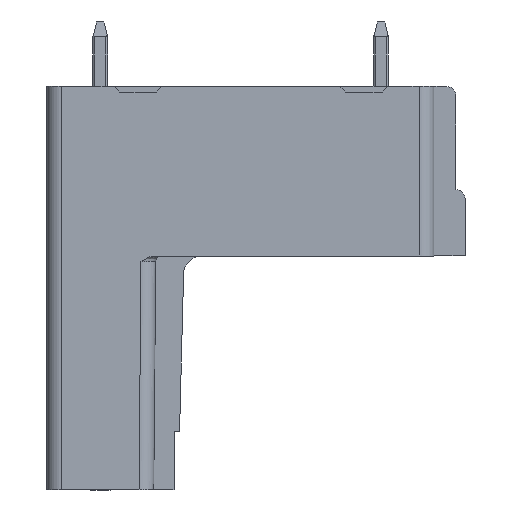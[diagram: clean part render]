
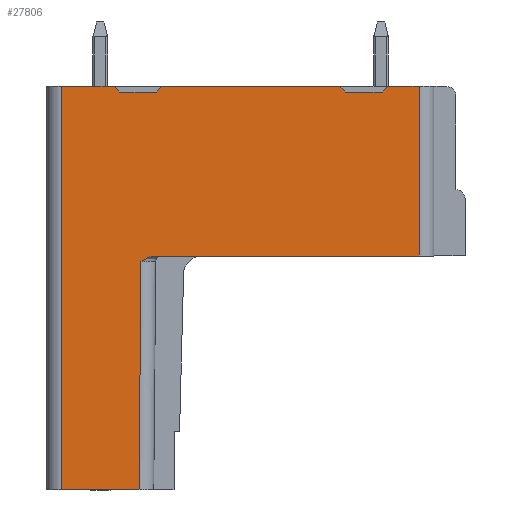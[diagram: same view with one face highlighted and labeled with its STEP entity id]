
A CAD part, left-side view. The second image highlights one B-rep face of the part: STEP entity #27806.
In plain terms, the highlighted planar face has unit normal (-1, 0, 0).
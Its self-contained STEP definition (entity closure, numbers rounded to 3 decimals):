
#419=CARTESIAN_POINT('',(-33.9,5.537,
0.));
#1263=DIRECTION('',(0.,1.,0.));
#1264=VECTOR('',#1263,2.85);
#1265=CARTESIAN_POINT('',(-33.9,7.75,9.2));
#1266=LINE('',#1265,#1264);
#4152=DIRECTION('',(0.,1.,0.));
#4153=VECTOR('',#4152,14.337);
#4154=CARTESIAN_POINT('',(-33.9,-8.8,
0.));
#4155=LINE('',#4154,#4153);
#4156=CARTESIAN_POINT('',(-33.9,5.537,
0.));
#4157=CARTESIAN_POINT('',(-33.9,5.563,
0.));
#4158=CARTESIAN_POINT('',(-33.9,5.618,
-0.002));
#4159=CARTESIAN_POINT('',(-33.9,5.71,
-0.018));
#4160=CARTESIAN_POINT('',(-33.9,5.81,
-0.046));
#4161=CARTESIAN_POINT('',(-33.9,5.918,
-0.089));
#4162=CARTESIAN_POINT('',(-33.9,6.033,
-0.146));
#4163=CARTESIAN_POINT('',(-33.9,6.157,
-0.216));
#4164=CARTESIAN_POINT('',(-33.9,6.245,
-0.271));
#4165=CARTESIAN_POINT('',(-33.9,6.292,
-0.3));
#4167=DIRECTION('',(0.,0.009,-1.));
#4168=VECTOR('',#4167,12.4);
#4169=CARTESIAN_POINT('',(-33.9,6.292,
-0.3));
#4170=LINE('',#4169,#4168);
#4171=DIRECTION('',(0.,1.,0.));
#4172=VECTOR('',#4171,4.2);
#4173=CARTESIAN_POINT('',(-33.9,6.4,-12.7));
#4174=LINE('',#4173,#4172);
#4175=DIRECTION('',(0.,-0.707,-0.707));
#4176=VECTOR('',#4175,0.424);
#4177=CARTESIAN_POINT('',(-33.9,7.75,9.2));
#4178=LINE('',#4177,#4176);
#4179=DIRECTION('',(0.,-0.707,0.707));
#4180=VECTOR('',#4179,0.424);
#4181=CARTESIAN_POINT('',(-33.9,5.45,8.9));
#4182=LINE('',#4181,#4180);
#4183=DIRECTION('',(0.,-1.,0.));
#4184=VECTOR('',#4183,9.65);
#4185=CARTESIAN_POINT('',(-33.9,5.15,9.2));
#4186=LINE('',#4185,#4184);
#4187=DIRECTION('',(0.,-0.707,-0.707));
#4188=VECTOR('',#4187,0.424);
#4189=CARTESIAN_POINT('',(-33.9,-4.5,9.2));
#4190=LINE('',#4189,#4188);
#4191=DIRECTION('',(0.,-0.707,0.707));
#4192=VECTOR('',#4191,0.424);
#4193=CARTESIAN_POINT('',(-33.9,-6.8,8.9));
#4194=LINE('',#4193,#4192);
#4195=DIRECTION('',(0.,-1.,0.));
#4196=VECTOR('',#4195,1.7);
#4197=CARTESIAN_POINT('',(-33.9,-7.1,9.2));
#4198=LINE('',#4197,#4196);
#4199=DIRECTION('',(0.,0.,-1.));
#4200=VECTOR('',#4199,9.2);
#4201=CARTESIAN_POINT('',(-33.9,-8.8,9.2));
#4202=LINE('',#4201,#4200);
#5008=DIRECTION('',(0.,1.,0.));
#5009=VECTOR('',#5008,2.);
#5010=CARTESIAN_POINT('',(-33.9,5.45,8.9));
#5011=LINE('',#5010,#5009);
#11778=DIRECTION('',(0.,0.,-1.));
#11779=VECTOR('',#11778,21.9);
#11780=CARTESIAN_POINT('',(-33.9,10.6,9.2));
#11781=LINE('',#11780,#11779);
#11914=DIRECTION('',(0.,1.,0.));
#11915=VECTOR('',#11914,2.);
#11916=CARTESIAN_POINT('',(-33.9,-6.8,8.9));
#11917=LINE('',#11916,#11915);
#18700=VERTEX_POINT('',#419);
#18701=CARTESIAN_POINT('',(-33.9,-8.8,
0.));
#18702=VERTEX_POINT('',#18701);
#18863=CARTESIAN_POINT('',(-33.9,-8.8,9.2));
#18864=VERTEX_POINT('',#18863);
#18865=CARTESIAN_POINT('',(-33.9,-7.1,9.2));
#18866=VERTEX_POINT('',#18865);
#18871=CARTESIAN_POINT('',(-33.9,-4.5,9.2));
#18872=VERTEX_POINT('',#18871);
#18873=CARTESIAN_POINT('',(-33.9,5.15,9.2));
#18874=VERTEX_POINT('',#18873);
#18883=CARTESIAN_POINT('',(-33.9,7.75,9.2));
#18884=VERTEX_POINT('',#18883);
#18885=CARTESIAN_POINT('',(-33.9,10.6,9.2));
#18886=VERTEX_POINT('',#18885);
#18966=VERTEX_POINT('',#4165);
#18967=CARTESIAN_POINT('',(-33.9,6.4,-12.7));
#18968=VERTEX_POINT('',#18967);
#18969=CARTESIAN_POINT('',(-33.9,10.6,-12.7));
#18970=VERTEX_POINT('',#18969);
#18971=CARTESIAN_POINT('',(-33.9,7.45,8.9));
#18972=VERTEX_POINT('',#18971);
#18973=CARTESIAN_POINT('',(-33.9,5.45,8.9));
#18974=VERTEX_POINT('',#18973);
#18975=CARTESIAN_POINT('',(-33.9,-4.8,8.9));
#18976=VERTEX_POINT('',#18975);
#18977=CARTESIAN_POINT('',(-33.9,-6.8,8.9));
#18978=VERTEX_POINT('',#18977);
#27774=CARTESIAN_POINT('',(-33.9,5.192,-0.3));
#27775=DIRECTION('',(-1.,0.,0.));
#27776=DIRECTION('',(0.,-1.,0.));
#27777=AXIS2_PLACEMENT_3D('',#27774,#27775,#27776);
#27778=PLANE('',#27777);
#27779=ORIENTED_EDGE('',*,*,#22798,.T.);
#27781=ORIENTED_EDGE('',*,*,#27780,.T.);
#27783=ORIENTED_EDGE('',*,*,#27782,.T.);
#27785=ORIENTED_EDGE('',*,*,#27784,.T.);
#27787=ORIENTED_EDGE('',*,*,#27786,.F.);
#27788=ORIENTED_EDGE('',*,*,#23450,.F.);
#27790=ORIENTED_EDGE('',*,*,#27789,.T.);
#27792=ORIENTED_EDGE('',*,*,#27791,.F.);
#27794=ORIENTED_EDGE('',*,*,#27793,.T.);
#27795=ORIENTED_EDGE('',*,*,#23434,.T.);
#27797=ORIENTED_EDGE('',*,*,#27796,.T.);
#27799=ORIENTED_EDGE('',*,*,#27798,.F.);
#27801=ORIENTED_EDGE('',*,*,#27800,.T.);
#27802=ORIENTED_EDGE('',*,*,#23425,.T.);
#27803=ORIENTED_EDGE('',*,*,#27767,.T.);
#27804=EDGE_LOOP('',(#27779,#27781,#27783,#27785,#27787,#27788,#27790,#27792,
#27794,#27795,#27797,#27799,#27801,#27802,#27803));
#27805=FACE_OUTER_BOUND('',#27804,.F.);
#27806=ADVANCED_FACE('',(#27805),#27778,.T.);
#4166=B_SPLINE_CURVE_WITH_KNOTS('',3,(#4156,#4157,#4158,#4159,#4160,#4161,#4162,
#4163,#4164,#4165),.UNSPECIFIED.,.F.,.F.,(4,1,1,1,1,1,1,4),(0.,
0.143,0.286,0.429,0.571,
0.714,0.857,1.),.UNSPECIFIED.);
#22798=EDGE_CURVE('',#18702,#18700,#4155,.T.);
#23425=EDGE_CURVE('',#18866,#18864,#4198,.T.);
#23434=EDGE_CURVE('',#18874,#18872,#4186,.T.);
#23450=EDGE_CURVE('',#18884,#18886,#1266,.T.);
#27767=EDGE_CURVE('',#18864,#18702,#4202,.T.);
#27780=EDGE_CURVE('',#18700,#18966,#4166,.T.);
#27782=EDGE_CURVE('',#18966,#18968,#4170,.T.);
#27784=EDGE_CURVE('',#18968,#18970,#4174,.T.);
#27786=EDGE_CURVE('',#18886,#18970,#11781,.T.);
#27789=EDGE_CURVE('',#18884,#18972,#4178,.T.);
#27791=EDGE_CURVE('',#18974,#18972,#5011,.T.);
#27793=EDGE_CURVE('',#18974,#18874,#4182,.T.);
#27796=EDGE_CURVE('',#18872,#18976,#4190,.T.);
#27798=EDGE_CURVE('',#18978,#18976,#11917,.T.);
#27800=EDGE_CURVE('',#18978,#18866,#4194,.T.);
